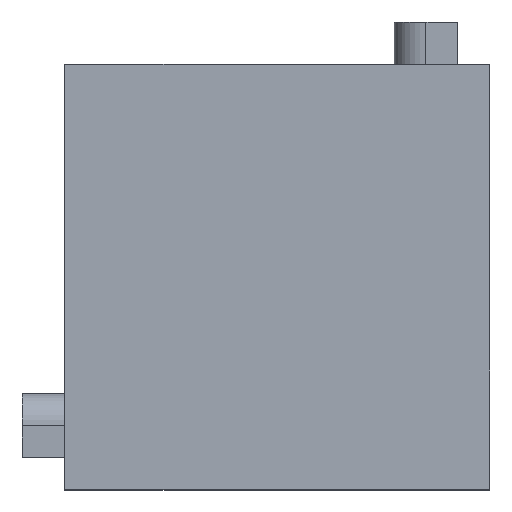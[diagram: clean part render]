
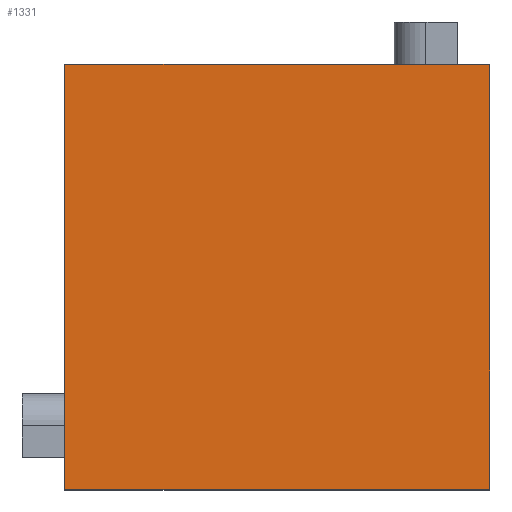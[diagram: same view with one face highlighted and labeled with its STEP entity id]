
A CAD part, top view. The second image highlights one B-rep face of the part: STEP entity #1331.
In plain terms, the highlighted planar face has unit normal (0, 0, 1).
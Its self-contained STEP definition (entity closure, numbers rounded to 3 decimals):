
#6 = PLANE ( 'NONE',  #1566 ) ;
#11 = EDGE_CURVE ( 'NONE', #1350, #719, #1664, .T. ) ;
#16 = FACE_OUTER_BOUND ( 'NONE', #349, .T. ) ;
#22 = LINE ( 'NONE', #1104, #840 ) ;
#34 = VECTOR ( 'NONE', #707, 1000. ) ;
#141 = DIRECTION ( 'NONE',  ( 0., 0., -1. ) ) ;
#317 = EDGE_CURVE ( 'NONE', #719, #608, #22, .T. ) ;
#326 = CARTESIAN_POINT ( 'NONE',  ( 10., 10., 10. ) ) ;
#349 = EDGE_LOOP ( 'NONE', ( #1108, #759, #1247, #1321 ) ) ;
#365 = EDGE_CURVE ( 'NONE', #859, #1350, #968, .T. ) ;
#371 = EDGE_CURVE ( 'NONE', #608, #859, #1248, .T. ) ;
#453 = VECTOR ( 'NONE', #1617, 1000. ) ;
#540 = CARTESIAN_POINT ( 'NONE',  ( 10., -10., 10. ) ) ;
#583 = CARTESIAN_POINT ( 'NONE',  ( -10., 10., 10. ) ) ;
#608 = VERTEX_POINT ( 'NONE', #583 ) ;
#707 = DIRECTION ( 'NONE',  ( 1., 0., 0. ) ) ;
#719 = VERTEX_POINT ( 'NONE', #1296 ) ;
#759 = ORIENTED_EDGE ( 'NONE', *, *, #365, .T. ) ;
#802 = DIRECTION ( 'NONE',  ( -1., 0., 0. ) ) ;
#810 = CARTESIAN_POINT ( 'NONE',  ( -10., 10., 10. ) ) ;
#838 = CARTESIAN_POINT ( 'NONE',  ( 10., -10., 10. ) ) ;
#840 = VECTOR ( 'NONE', #1209, 1000. ) ;
#859 = VERTEX_POINT ( 'NONE', #1063 ) ;
#863 = VECTOR ( 'NONE', #1656, 1000. ) ;
#968 = LINE ( 'NONE', #838, #34 ) ;
#1063 = CARTESIAN_POINT ( 'NONE',  ( -10., -10., 10. ) ) ;
#1104 = CARTESIAN_POINT ( 'NONE',  ( 10., 10., 10. ) ) ;
#1108 = ORIENTED_EDGE ( 'NONE', *, *, #371, .T. ) ;
#1209 = DIRECTION ( 'NONE',  ( -1., 0., 0. ) ) ;
#1247 = ORIENTED_EDGE ( 'NONE', *, *, #11, .T. ) ;
#1248 = LINE ( 'NONE', #810, #453 ) ;
#1296 = CARTESIAN_POINT ( 'NONE',  ( 10., 10., 10. ) ) ;
#1321 = ORIENTED_EDGE ( 'NONE', *, *, #317, .T. ) ;
#1331 = ADVANCED_FACE ( 'NONE', ( #16 ), #6, .F. ) ;
#1350 = VERTEX_POINT ( 'NONE', #540 ) ;
#1458 = CARTESIAN_POINT ( 'NONE',  ( 0., 0., 10. ) ) ;
#1566 = AXIS2_PLACEMENT_3D ( 'NONE', #1458, #141, #802 ) ;
#1617 = DIRECTION ( 'NONE',  ( 0., -1., 0. ) ) ;
#1656 = DIRECTION ( 'NONE',  ( 0., 1., 0. ) ) ;
#1664 = LINE ( 'NONE', #326, #863 ) ;
